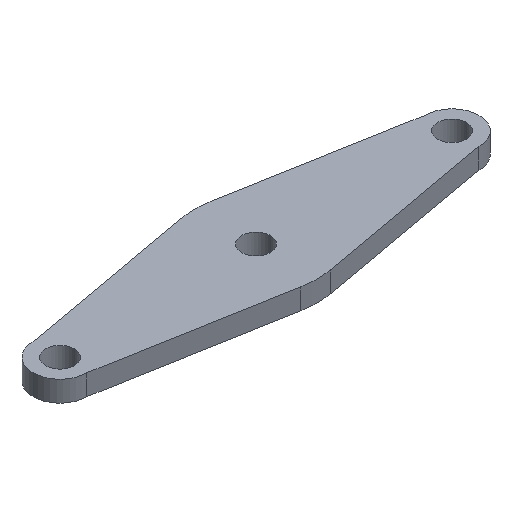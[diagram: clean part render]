
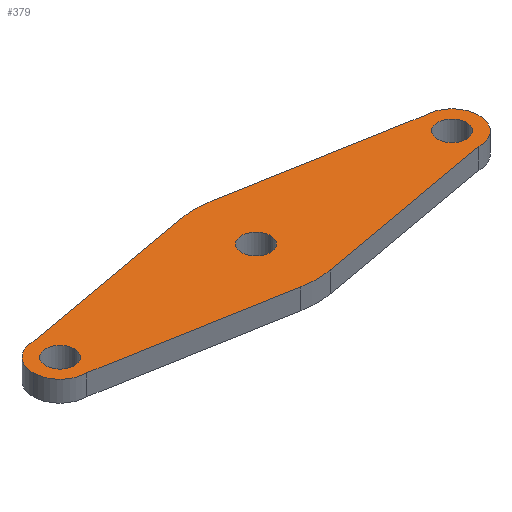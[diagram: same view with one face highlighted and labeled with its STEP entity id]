
A CAD part, isometric view. The second image highlights one B-rep face of the part: STEP entity #379.
In plain terms, the highlighted planar face has unit normal (0, 0, 1).
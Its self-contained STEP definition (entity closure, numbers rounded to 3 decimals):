
#2 = ORIENTED_EDGE ( 'NONE', *, *, #584, .T. ) ;
#6 = CIRCLE ( 'NONE', #443, 1.75 ) ;
#9 = CARTESIAN_POINT ( 'NONE',  ( -1.771, 7.181, 2.5 ) ) ;
#11 = CIRCLE ( 'NONE', #395, 10. ) ;
#13 = DIRECTION ( 'NONE',  ( 0.984, -0.177, 0. ) ) ;
#14 = CARTESIAN_POINT ( 'NONE',  ( 23.625, 3.25, 2.5 ) ) ;
#16 = DIRECTION ( 'NONE',  ( 1., 0., 0. ) ) ;
#34 = DIRECTION ( 'NONE',  ( 0., 0., 1. ) ) ;
#36 = CARTESIAN_POINT ( 'NONE',  ( 1.771, 7.181, 2.5 ) ) ;
#43 = VERTEX_POINT ( 'NONE', #9 ) ;
#45 = DIRECTION ( 'NONE',  ( 1., 0., 0. ) ) ;
#50 = CARTESIAN_POINT ( 'NONE',  ( 0., 0., 2.5 ) ) ;
#57 = DIRECTION ( 'NONE',  ( 0.984, -0.177, 0. ) ) ;
#58 = CARTESIAN_POINT ( 'NONE',  ( 25.375, 0., 2.5 ) ) ;
#72 = DIRECTION ( 'NONE',  ( 1., 0., 0. ) ) ;
#75 = DIRECTION ( 'NONE',  ( 0., 0., 1. ) ) ;
#79 = EDGE_LOOP ( 'NONE', ( #540, #131 ) ) ;
#83 = DIRECTION ( 'NONE',  ( 0., 0., 1. ) ) ;
#92 = VERTEX_POINT ( 'NONE', #595 ) ;
#94 = VERTEX_POINT ( 'NONE', #404 ) ;
#103 = CARTESIAN_POINT ( 'NONE',  ( -23.625, 0., 2.5 ) ) ;
#105 = VERTEX_POINT ( 'NONE', #58 ) ;
#106 = DIRECTION ( 'NONE',  ( -0.984, -0.177, 0. ) ) ;
#108 = VECTOR ( 'NONE', #57, 1000. ) ;
#110 = ORIENTED_EDGE ( 'NONE', *, *, #603, .T. ) ;
#113 = CARTESIAN_POINT ( 'NONE',  ( 0., 0., 2.5 ) ) ;
#121 = AXIS2_PLACEMENT_3D ( 'NONE', #188, #383, #45 ) ;
#123 = VECTOR ( 'NONE', #106, 1000. ) ;
#125 = VERTEX_POINT ( 'NONE', #303 ) ;
#129 = EDGE_CURVE ( 'NONE', #242, #620, #255, .T. ) ;
#131 = ORIENTED_EDGE ( 'NONE', *, *, #592, .F. ) ;
#138 = ORIENTED_EDGE ( 'NONE', *, *, #270, .T. ) ;
#139 = VECTOR ( 'NONE', #223, 1000. ) ;
#141 = VERTEX_POINT ( 'NONE', #550 ) ;
#142 = DIRECTION ( 'NONE',  ( 0., 0., 1. ) ) ;
#145 = ORIENTED_EDGE ( 'NONE', *, *, #186, .F. ) ;
#160 = CARTESIAN_POINT ( 'NONE',  ( 1.307, -7.265, 2.5 ) ) ;
#166 = EDGE_CURVE ( 'NONE', #92, #389, #600, .T. ) ;
#172 = CIRCLE ( 'NONE', #254, 1.75 ) ;
#176 = EDGE_CURVE ( 'NONE', #105, #194, #172, .T. ) ;
#186 = EDGE_CURVE ( 'NONE', #194, #105, #563, .T. ) ;
#188 = CARTESIAN_POINT ( 'NONE',  ( 0., 0., 2.5 ) ) ;
#192 = ORIENTED_EDGE ( 'NONE', *, *, #631, .T. ) ;
#193 = DIRECTION ( 'NONE',  ( 0., 0., 1. ) ) ;
#194 = VERTEX_POINT ( 'NONE', #367 ) ;
#199 = DIRECTION ( 'NONE',  ( 0., 0., 1. ) ) ;
#204 = CIRCLE ( 'NONE', #399, 1.75 ) ;
#214 = VECTOR ( 'NONE', #13, 1000. ) ;
#221 = AXIS2_PLACEMENT_3D ( 'NONE', #103, #407, #257 ) ;
#223 = DIRECTION ( 'NONE',  ( 0.984, 0.177, 0. ) ) ;
#224 = EDGE_CURVE ( 'NONE', #242, #43, #512, .T. ) ;
#233 = DIRECTION ( 'NONE',  ( 1., 0., 0. ) ) ;
#242 = VERTEX_POINT ( 'NONE', #36 ) ;
#247 = EDGE_LOOP ( 'NONE', ( #145, #377 ) ) ;
#252 = DIRECTION ( 'NONE',  ( 0., 0., 1. ) ) ;
#254 = AXIS2_PLACEMENT_3D ( 'NONE', #276, #75, #619 ) ;
#255 = LINE ( 'NONE', #448, #214 ) ;
#257 = DIRECTION ( 'NONE',  ( 1., 0., 0. ) ) ;
#268 = ORIENTED_EDGE ( 'NONE', *, *, #461, .F. ) ;
#270 = EDGE_CURVE ( 'NONE', #94, #92, #11, .T. ) ;
#276 = CARTESIAN_POINT ( 'NONE',  ( 23.625, 0., 2.5 ) ) ;
#285 = EDGE_CURVE ( 'NONE', #125, #530, #204, .T. ) ;
#295 = FACE_BOUND ( 'NONE', #247, .T. ) ;
#302 = AXIS2_PLACEMENT_3D ( 'NONE', #478, #193, #337 ) ;
#303 = CARTESIAN_POINT ( 'NONE',  ( -25.375, 0., 2.5 ) ) ;
#308 = CARTESIAN_POINT ( 'NONE',  ( -21.875, 0., 2.5 ) ) ;
#313 = DIRECTION ( 'NONE',  ( 0., 0., 1. ) ) ;
#318 = VERTEX_POINT ( 'NONE', #464 ) ;
#325 = ORIENTED_EDGE ( 'NONE', *, *, #166, .T. ) ;
#326 = DIRECTION ( 'NONE',  ( 1., 0., 0. ) ) ;
#330 = ORIENTED_EDGE ( 'NONE', *, *, #430, .F. ) ;
#337 = DIRECTION ( 'NONE',  ( 1., 0., 0. ) ) ;
#342 = FACE_BOUND ( 'NONE', #79, .T. ) ;
#359 = CIRCLE ( 'NONE', #555, 1.75 ) ;
#360 = CARTESIAN_POINT ( 'NONE',  ( 23.625, 0., 2.5 ) ) ;
#367 = CARTESIAN_POINT ( 'NONE',  ( 21.875, 0., 2.5 ) ) ;
#376 = DIRECTION ( 'NONE',  ( 1., 0., 0. ) ) ;
#377 = ORIENTED_EDGE ( 'NONE', *, *, #176, .F. ) ;
#379 = ADVANCED_FACE ( 'NONE', ( #388, #534, #342, #295 ), #585, .T. ) ;
#383 = DIRECTION ( 'NONE',  ( 0., 0., 1. ) ) ;
#388 = FACE_OUTER_BOUND ( 'NONE', #491, .T. ) ;
#389 = VERTEX_POINT ( 'NONE', #582 ) ;
#392 = CARTESIAN_POINT ( 'NONE',  ( -1.307, 7.265, 2.5 ) ) ;
#395 = AXIS2_PLACEMENT_3D ( 'NONE', #567, #313, #326 ) ;
#396 = DIRECTION ( 'NONE',  ( 1., 0., 0. ) ) ;
#399 = AXIS2_PLACEMENT_3D ( 'NONE', #526, #83, #72 ) ;
#402 = EDGE_CURVE ( 'NONE', #520, #625, #579, .T. ) ;
#404 = CARTESIAN_POINT ( 'NONE',  ( -1.771, -7.181, 2.5 ) ) ;
#407 = DIRECTION ( 'NONE',  ( 0., 0., 1. ) ) ;
#416 = CIRCLE ( 'NONE', #552, 3.25 ) ;
#424 = CARTESIAN_POINT ( 'NONE',  ( 23.625, 0., 2.5 ) ) ;
#430 = EDGE_CURVE ( 'NONE', #622, #318, #6, .T. ) ;
#431 = AXIS2_PLACEMENT_3D ( 'NONE', #497, #252, #444 ) ;
#437 = DIRECTION ( 'NONE',  ( 1., 0., 0. ) ) ;
#441 = CARTESIAN_POINT ( 'NONE',  ( -1.307, -7.265, 2.5 ) ) ;
#443 = AXIS2_PLACEMENT_3D ( 'NONE', #50, #142, #437 ) ;
#444 = DIRECTION ( 'NONE',  ( 1., 0., 0. ) ) ;
#448 = CARTESIAN_POINT ( 'NONE',  ( 1.307, 7.265, 2.5 ) ) ;
#450 = LINE ( 'NONE', #392, #123 ) ;
#461 = EDGE_CURVE ( 'NONE', #318, #622, #359, .T. ) ;
#463 = ORIENTED_EDGE ( 'NONE', *, *, #402, .T. ) ;
#464 = CARTESIAN_POINT ( 'NONE',  ( 1.75, 0., 2.5 ) ) ;
#475 = DIRECTION ( 'NONE',  ( 0., 0., 1. ) ) ;
#478 = CARTESIAN_POINT ( 'NONE',  ( -23.625, 0., 2.5 ) ) ;
#479 = ORIENTED_EDGE ( 'NONE', *, *, #224, .T. ) ;
#480 = AXIS2_PLACEMENT_3D ( 'NONE', #621, #34, #233 ) ;
#491 = EDGE_LOOP ( 'NONE', ( #571, #138, #325, #2, #494, #479, #110, #463, #192 ) ) ;
#494 = ORIENTED_EDGE ( 'NONE', *, *, #129, .F. ) ;
#497 = CARTESIAN_POINT ( 'NONE',  ( -23.625, 0., 2.5 ) ) ;
#499 = CARTESIAN_POINT ( 'NONE',  ( -26.875, 0., 2.5 ) ) ;
#512 = CIRCLE ( 'NONE', #480, 10. ) ;
#520 = VERTEX_POINT ( 'NONE', #549 ) ;
#526 = CARTESIAN_POINT ( 'NONE',  ( -23.625, 0., 2.5 ) ) ;
#528 = EDGE_LOOP ( 'NONE', ( #330, #268 ) ) ;
#530 = VERTEX_POINT ( 'NONE', #308 ) ;
#534 = FACE_BOUND ( 'NONE', #528, .T. ) ;
#540 = ORIENTED_EDGE ( 'NONE', *, *, #285, .F. ) ;
#545 = LINE ( 'NONE', #441, #108 ) ;
#546 = CIRCLE ( 'NONE', #431, 3.25 ) ;
#549 = CARTESIAN_POINT ( 'NONE',  ( -23.625, 3.25, 2.5 ) ) ;
#550 = CARTESIAN_POINT ( 'NONE',  ( -23.625, -3.25, 2.5 ) ) ;
#552 = AXIS2_PLACEMENT_3D ( 'NONE', #360, #199, #16 ) ;
#553 = DIRECTION ( 'NONE',  ( 0., 0., 1. ) ) ;
#555 = AXIS2_PLACEMENT_3D ( 'NONE', #113, #553, #396 ) ;
#556 = CARTESIAN_POINT ( 'NONE',  ( -1.75, 0., 2.5 ) ) ;
#563 = CIRCLE ( 'NONE', #613, 1.75 ) ;
#567 = CARTESIAN_POINT ( 'NONE',  ( 0., 2.661, 2.5 ) ) ;
#569 = EDGE_CURVE ( 'NONE', #141, #94, #545, .T. ) ;
#571 = ORIENTED_EDGE ( 'NONE', *, *, #569, .T. ) ;
#579 = CIRCLE ( 'NONE', #302, 3.25 ) ;
#582 = CARTESIAN_POINT ( 'NONE',  ( 23.625, -3.25, 2.5 ) ) ;
#584 = EDGE_CURVE ( 'NONE', #389, #620, #416, .T. ) ;
#585 = PLANE ( 'NONE',  #121 ) ;
#592 = EDGE_CURVE ( 'NONE', #530, #125, #633, .T. ) ;
#595 = CARTESIAN_POINT ( 'NONE',  ( 1.771, -7.181, 2.5 ) ) ;
#600 = LINE ( 'NONE', #160, #139 ) ;
#603 = EDGE_CURVE ( 'NONE', #43, #520, #450, .T. ) ;
#613 = AXIS2_PLACEMENT_3D ( 'NONE', #424, #475, #376 ) ;
#619 = DIRECTION ( 'NONE',  ( 1., 0., 0. ) ) ;
#620 = VERTEX_POINT ( 'NONE', #14 ) ;
#621 = CARTESIAN_POINT ( 'NONE',  ( 0., -2.661, 2.5 ) ) ;
#622 = VERTEX_POINT ( 'NONE', #556 ) ;
#625 = VERTEX_POINT ( 'NONE', #499 ) ;
#631 = EDGE_CURVE ( 'NONE', #625, #141, #546, .T. ) ;
#633 = CIRCLE ( 'NONE', #221, 1.75 ) ;
